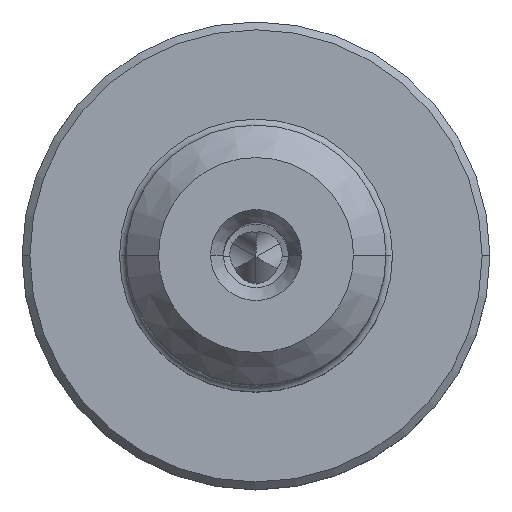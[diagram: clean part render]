
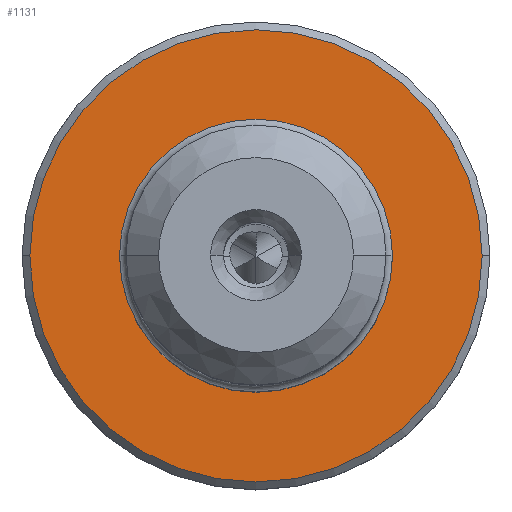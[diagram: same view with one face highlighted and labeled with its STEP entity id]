
A CAD part, top view. The second image highlights one B-rep face of the part: STEP entity #1131.
In plain terms, the highlighted planar face has unit normal (0, 0, 1).
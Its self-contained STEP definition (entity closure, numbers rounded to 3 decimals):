
#305=PLANE('',#7086);
#353=FACE_BOUND('',#1870,.T.);
#354=FACE_BOUND('',#1871,.T.);
#1131=ADVANCED_FACE('',(#353,#354),#305,.T.);
#1870=EDGE_LOOP('',(#3406,#3407,#3408,#3409));
#1871=EDGE_LOOP('',(#3410,#3411));
#3406=ORIENTED_EDGE('',*,*,#5760,.F.);
#3407=ORIENTED_EDGE('',*,*,#5761,.T.);
#3408=ORIENTED_EDGE('',*,*,#5762,.T.);
#3409=ORIENTED_EDGE('',*,*,#5763,.F.);
#3410=ORIENTED_EDGE('',*,*,#5764,.F.);
#3411=ORIENTED_EDGE('',*,*,#5759,.F.);
#4922=VERTEX_POINT('',#13007);
#4923=VERTEX_POINT('',#13009);
#4924=VERTEX_POINT('',#13013);
#4925=VERTEX_POINT('',#13014);
#4926=VERTEX_POINT('',#13016);
#4927=VERTEX_POINT('',#13018);
#5759=EDGE_CURVE('',#4923,#4922,#6357,.T.);
#5760=EDGE_CURVE('',#4924,#4925,#6358,.T.);
#5761=EDGE_CURVE('',#4924,#4926,#6359,.T.);
#5762=EDGE_CURVE('',#4926,#4927,#6360,.T.);
#5763=EDGE_CURVE('',#4925,#4927,#6361,.T.);
#5764=EDGE_CURVE('',#4922,#4923,#6362,.T.);
#6357=CIRCLE('',#7079,5.25);
#6358=CIRCLE('',#7081,8.7);
#6359=CIRCLE('',#7082,8.7);
#6360=CIRCLE('',#7083,8.7);
#6361=CIRCLE('',#7084,8.7);
#6362=CIRCLE('',#7085,5.25);
#7079=AXIS2_PLACEMENT_3D('',#13010,#8299,#8300);
#7081=AXIS2_PLACEMENT_3D('',#13012,#8303,#8304);
#7082=AXIS2_PLACEMENT_3D('',#13015,#8305,#8306);
#7083=AXIS2_PLACEMENT_3D('',#13017,#8307,#8308);
#7084=AXIS2_PLACEMENT_3D('',#13019,#8309,#8310);
#7085=AXIS2_PLACEMENT_3D('',#13020,#8311,#8312);
#7086=AXIS2_PLACEMENT_3D('',#13021,#8313,#8314);
#8299=DIRECTION('',(0.,0.,1.));
#8300=DIRECTION('',(-1.,0.,0.));
#8303=DIRECTION('',(0.,0.,-1.));
#8304=DIRECTION('',(-1.,0.001,0.));
#8305=DIRECTION('',(0.,0.,1.));
#8306=DIRECTION('',(-1.,0.001,0.));
#8307=DIRECTION('',(0.,0.,1.));
#8308=DIRECTION('',(1.,-0.001,0.));
#8309=DIRECTION('',(0.,0.,-1.));
#8310=DIRECTION('',(1.,-0.001,0.));
#8311=DIRECTION('',(0.,0.,1.));
#8312=DIRECTION('',(1.,0.,0.));
#8313=DIRECTION('',(0.,0.,1.));
#8314=DIRECTION('',(1.,0.,0.));
#13007=CARTESIAN_POINT('',(5.25,0.,0.));
#13009=CARTESIAN_POINT('',(-5.25,0.,0.));
#13010=CARTESIAN_POINT('',(0.,0.,0.));
#13012=CARTESIAN_POINT('',(0.,0.,0.));
#13013=CARTESIAN_POINT('',(-8.7,0.011,0.));
#13014=CARTESIAN_POINT('',(8.7,0.,0.));
#13015=CARTESIAN_POINT('',(0.,0.,0.));
#13016=CARTESIAN_POINT('',(-8.7,0.,0.));
#13017=CARTESIAN_POINT('',(0.,0.,0.));
#13018=CARTESIAN_POINT('',(8.7,-0.011,0.));
#13019=CARTESIAN_POINT('',(0.,0.,0.));
#13020=CARTESIAN_POINT('',(0.,0.,0.));
#13021=CARTESIAN_POINT('',(0.,0.,0.));
